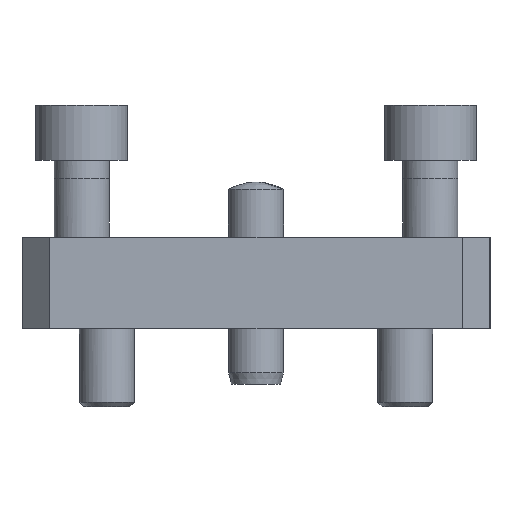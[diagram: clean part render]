
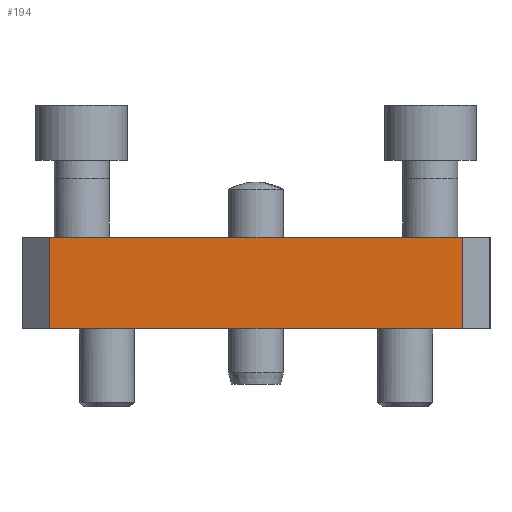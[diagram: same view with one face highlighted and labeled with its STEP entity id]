
A CAD part, left-side view. The second image highlights one B-rep face of the part: STEP entity #194.
In plain terms, the highlighted planar face has unit normal (-1, 0, 0).
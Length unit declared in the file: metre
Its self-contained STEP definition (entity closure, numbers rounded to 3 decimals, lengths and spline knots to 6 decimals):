
#194 = ADVANCED_FACE( '', ( #536 ), #537, .T. );
#536 = FACE_OUTER_BOUND( '', #1121, .T. );
#537 = PLANE( '', #1122 );
#1121 = EDGE_LOOP( '', ( #1857, #1858, #1859, #1860 ) );
#1122 = AXIS2_PLACEMENT_3D( '', #1861, #1862, #1863 );
#1857 = ORIENTED_EDGE( '', *, *, #2982, .T. );
#1858 = ORIENTED_EDGE( '', *, *, #2983, .T. );
#1859 = ORIENTED_EDGE( '', *, *, #2984, .F. );
#1860 = ORIENTED_EDGE( '', *, *, #2985, .T. );
#1861 = CARTESIAN_POINT( '', ( -0.0485, -0.0255, 0.01 ) );
#1862 = DIRECTION( '', ( -1., 0., 0. ) );
#1863 = DIRECTION( '', ( 0., -1., 0. ) );
#2982 = EDGE_CURVE( '', #3421, #3422, #3423, .T. );
#2983 = EDGE_CURVE( '', #3422, #3424, #3425, .T. );
#2984 = EDGE_CURVE( '', #3426, #3424, #3427, .T. );
#2985 = EDGE_CURVE( '', #3426, #3421, #3428, .T. );
#3421 = VERTEX_POINT( '', #4088 );
#3422 = VERTEX_POINT( '', #4089 );
#3423 = LINE( '', #4090, #4091 );
#3424 = VERTEX_POINT( '', #4092 );
#3425 = LINE( '', #4093, #4094 );
#3426 = VERTEX_POINT( '', #4095 );
#3427 = LINE( '', #4096, #4097 );
#3428 = LINE( '', #4098, #4099 );
#4088 = CARTESIAN_POINT( '', ( -0.0485, -0.0225, 0.01 ) );
#4089 = CARTESIAN_POINT( '', ( -0.0485, 0.0225, 0.01 ) );
#4090 = CARTESIAN_POINT( '', ( -0.0485, -0.0255, 0.01 ) );
#4091 = VECTOR( '', #5080, 1. );
#4092 = CARTESIAN_POINT( '', ( -0.0485, 0.0225, 0. ) );
#4093 = CARTESIAN_POINT( '', ( -0.0485, 0.0225, 0.01 ) );
#4094 = VECTOR( '', #5081, 1. );
#4095 = CARTESIAN_POINT( '', ( -0.0485, -0.0225, 0. ) );
#4096 = CARTESIAN_POINT( '', ( -0.0485, -0.0255, 0. ) );
#4097 = VECTOR( '', #5082, 1. );
#4098 = CARTESIAN_POINT( '', ( -0.0485, -0.0225, 0.01 ) );
#4099 = VECTOR( '', #5083, 1. );
#5080 = DIRECTION( '', ( 0., 1., 0. ) );
#5081 = DIRECTION( '', ( 0., 0., -1. ) );
#5082 = DIRECTION( '', ( 0., 1., 0. ) );
#5083 = DIRECTION( '', ( 0., 0., 1. ) );
